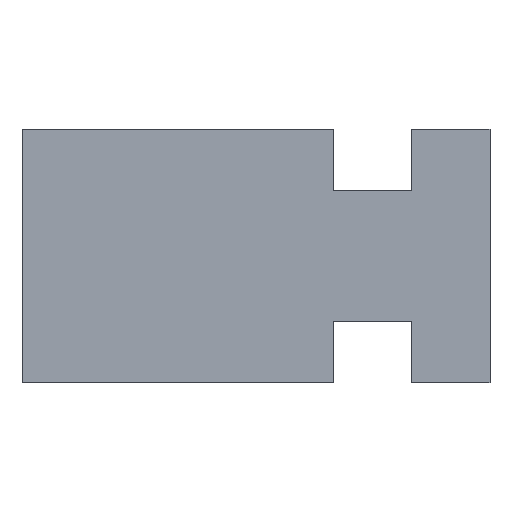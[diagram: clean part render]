
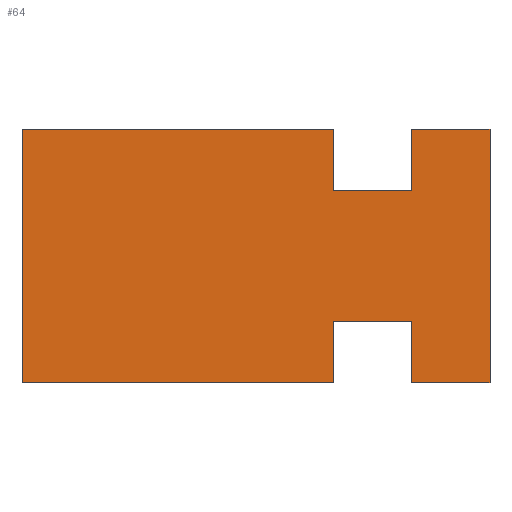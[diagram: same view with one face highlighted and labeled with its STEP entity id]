
A CAD part, front view. The second image highlights one B-rep face of the part: STEP entity #64.
In plain terms, the highlighted planar face has unit normal (0, -1, 0).
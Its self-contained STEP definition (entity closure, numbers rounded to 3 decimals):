
#3 = EDGE_CURVE ( 'NONE', #408, #411, #432, .T. ) ;
#6 = EDGE_CURVE ( 'NONE', #411, #412, #441, .T. ) ;
#9 = EDGE_CURVE ( 'NONE', #412, #414, #447, .T. ) ;
#12 = EDGE_CURVE ( 'NONE', #414, #405, #453, .T. ) ;
#15 = EDGE_CURVE ( 'NONE', #405, #403, #458, .T. ) ;
#18 = EDGE_CURVE ( 'NONE', #403, #400, #77, .T. ) ;
#21 = EDGE_CURVE ( 'NONE', #400, #395, #86, .T. ) ;
#24 = EDGE_CURVE ( 'NONE', #395, #406, #93, .T. ) ;
#26 = EDGE_CURVE ( 'NONE', #416, #415, #97, .T. ) ;
#29 = EDGE_CURVE ( 'NONE', #406, #416, #99, .T. ) ;
#31 = EDGE_CURVE ( 'NONE', #410, #408, #107, .T. ) ;
#35 = EDGE_CURVE ( 'NONE', #415, #410, #115, .T. ) ;
#37 = AXIS2_PLACEMENT_3D ( 'NONE', #161, #147, #146 ) ;
#64 = ADVANCED_FACE ( 'NONE', ( #122 ), #238, .F. ) ;
#77 = LINE ( 'NONE', #140, #83 ) ;
#83 = VECTOR ( 'NONE', #223, 1000. ) ;
#86 = LINE ( 'NONE', #224, #90 ) ;
#90 = VECTOR ( 'NONE', #200, 1000. ) ;
#93 = LINE ( 'NONE', #208, #96 ) ;
#96 = VECTOR ( 'NONE', #207, 1000. ) ;
#97 = LINE ( 'NONE', #194, #100 ) ;
#99 = LINE ( 'NONE', #198, #106 ) ;
#100 = VECTOR ( 'NONE', #192, 1000. ) ;
#106 = VECTOR ( 'NONE', #177, 1000. ) ;
#107 = LINE ( 'NONE', #183, #110 ) ;
#110 = VECTOR ( 'NONE', #190, 1000. ) ;
#115 = LINE ( 'NONE', #184, #118 ) ;
#118 = VECTOR ( 'NONE', #236, 1000. ) ;
#122 = FACE_OUTER_BOUND ( 'NONE', #424, .T. ) ;
#140 = CARTESIAN_POINT ( 'NONE',  ( 0.505, 0., -0.425 ) ) ;
#144 = DIRECTION ( 'NONE',  ( 1., 0., 0. ) ) ;
#146 = DIRECTION ( 'NONE',  ( 0., 0., 1. ) ) ;
#147 = DIRECTION ( 'NONE',  ( 0., 1., 0. ) ) ;
#161 = CARTESIAN_POINT ( 'NONE',  ( 0., 0., 0. ) ) ;
#177 = DIRECTION ( 'NONE',  ( 0., 0., 1. ) ) ;
#183 = CARTESIAN_POINT ( 'NONE',  ( 0.505, 0., 0.425 ) ) ;
#184 = CARTESIAN_POINT ( 'NONE',  ( 0.505, 0., 0.825 ) ) ;
#190 = DIRECTION ( 'NONE',  ( 1., 0., 0. ) ) ;
#192 = DIRECTION ( 'NONE',  ( 1., 0., 0. ) ) ;
#194 = CARTESIAN_POINT ( 'NONE',  ( -1.525, 0., 0.825 ) ) ;
#198 = CARTESIAN_POINT ( 'NONE',  ( -1.525, 0., -0.825 ) ) ;
#200 = DIRECTION ( 'NONE',  ( 0., 0., -1. ) ) ;
#203 = DIRECTION ( 'NONE',  ( -1., 0., 0. ) ) ;
#207 = DIRECTION ( 'NONE',  ( -1., 0., 0. ) ) ;
#208 = CARTESIAN_POINT ( 'NONE',  ( -1.525, 0., -0.825 ) ) ;
#209 = CARTESIAN_POINT ( 'NONE',  ( 1.015, 0., -0.425 ) ) ;
#212 = DIRECTION ( 'NONE',  ( 0., 0., 1. ) ) ;
#213 = CARTESIAN_POINT ( 'NONE',  ( 1.525, 0., -0.825 ) ) ;
#216 = DIRECTION ( 'NONE',  ( 0., 0., -1. ) ) ;
#219 = CARTESIAN_POINT ( 'NONE',  ( 1.015, 0., -0.825 ) ) ;
#223 = DIRECTION ( 'NONE',  ( -1., 0., 0. ) ) ;
#224 = CARTESIAN_POINT ( 'NONE',  ( 0.505, 0., -0.825 ) ) ;
#236 = DIRECTION ( 'NONE',  ( 0., 0., -1. ) ) ;
#238 = PLANE ( 'NONE',  #37 ) ;
#241 = CARTESIAN_POINT ( 'NONE',  ( 1.015, 0., 0.825 ) ) ;
#243 = DIRECTION ( 'NONE',  ( 0., 0., 1. ) ) ;
#251 = CARTESIAN_POINT ( 'NONE',  ( 1.015, 0., 0.425 ) ) ;
#267 = CARTESIAN_POINT ( 'NONE',  ( 0.505, 0., -0.425 ) ) ;
#268 = CARTESIAN_POINT ( 'NONE',  ( 0.505, 0., -0.825 ) ) ;
#272 = CARTESIAN_POINT ( 'NONE',  ( 1.015, 0., -0.425 ) ) ;
#274 = CARTESIAN_POINT ( 'NONE',  ( 1.015, 0., -0.825 ) ) ;
#275 = CARTESIAN_POINT ( 'NONE',  ( -1.525, 0., -0.825 ) ) ;
#277 = CARTESIAN_POINT ( 'NONE',  ( 1.015, 0., 0.425 ) ) ;
#279 = CARTESIAN_POINT ( 'NONE',  ( 0.505, 0., 0.425 ) ) ;
#280 = CARTESIAN_POINT ( 'NONE',  ( 1.015, 0., 0.825 ) ) ;
#281 = CARTESIAN_POINT ( 'NONE',  ( 1.525, 0., 0.825 ) ) ;
#283 = CARTESIAN_POINT ( 'NONE',  ( 1.525, 0., -0.825 ) ) ;
#284 = CARTESIAN_POINT ( 'NONE',  ( 0.505, 0., 0.825 ) ) ;
#285 = CARTESIAN_POINT ( 'NONE',  ( -1.525, 0., 0.825 ) ) ;
#382 = ORIENTED_EDGE ( 'NONE', *, *, #29, .F. ) ;
#383 = ORIENTED_EDGE ( 'NONE', *, *, #24, .F. ) ;
#384 = ORIENTED_EDGE ( 'NONE', *, *, #21, .F. ) ;
#385 = ORIENTED_EDGE ( 'NONE', *, *, #18, .F. ) ;
#386 = ORIENTED_EDGE ( 'NONE', *, *, #15, .F. ) ;
#387 = ORIENTED_EDGE ( 'NONE', *, *, #12, .F. ) ;
#388 = ORIENTED_EDGE ( 'NONE', *, *, #9, .F. ) ;
#389 = ORIENTED_EDGE ( 'NONE', *, *, #6, .F. ) ;
#390 = ORIENTED_EDGE ( 'NONE', *, *, #3, .F. ) ;
#391 = ORIENTED_EDGE ( 'NONE', *, *, #31, .F. ) ;
#392 = ORIENTED_EDGE ( 'NONE', *, *, #35, .F. ) ;
#393 = ORIENTED_EDGE ( 'NONE', *, *, #26, .F. ) ;
#395 = VERTEX_POINT ( 'NONE', #268 ) ;
#400 = VERTEX_POINT ( 'NONE', #267 ) ;
#403 = VERTEX_POINT ( 'NONE', #272 ) ;
#405 = VERTEX_POINT ( 'NONE', #274 ) ;
#406 = VERTEX_POINT ( 'NONE', #275 ) ;
#408 = VERTEX_POINT ( 'NONE', #277 ) ;
#410 = VERTEX_POINT ( 'NONE', #279 ) ;
#411 = VERTEX_POINT ( 'NONE', #280 ) ;
#412 = VERTEX_POINT ( 'NONE', #281 ) ;
#414 = VERTEX_POINT ( 'NONE', #283 ) ;
#415 = VERTEX_POINT ( 'NONE', #284 ) ;
#416 = VERTEX_POINT ( 'NONE', #285 ) ;
#424 = EDGE_LOOP ( 'NONE', ( #382, #383, #384, #385, #386, #387, #388, #389, #390, #391, #392, #393 ) ) ;
#432 = LINE ( 'NONE', #251, #438 ) ;
#438 = VECTOR ( 'NONE', #243, 1000. ) ;
#441 = LINE ( 'NONE', #241, #444 ) ;
#444 = VECTOR ( 'NONE', #144, 1000. ) ;
#447 = LINE ( 'NONE', #213, #450 ) ;
#450 = VECTOR ( 'NONE', #216, 1000. ) ;
#453 = LINE ( 'NONE', #219, #456 ) ;
#456 = VECTOR ( 'NONE', #203, 1000. ) ;
#458 = LINE ( 'NONE', #209, #461 ) ;
#461 = VECTOR ( 'NONE', #212, 1000. ) ;
